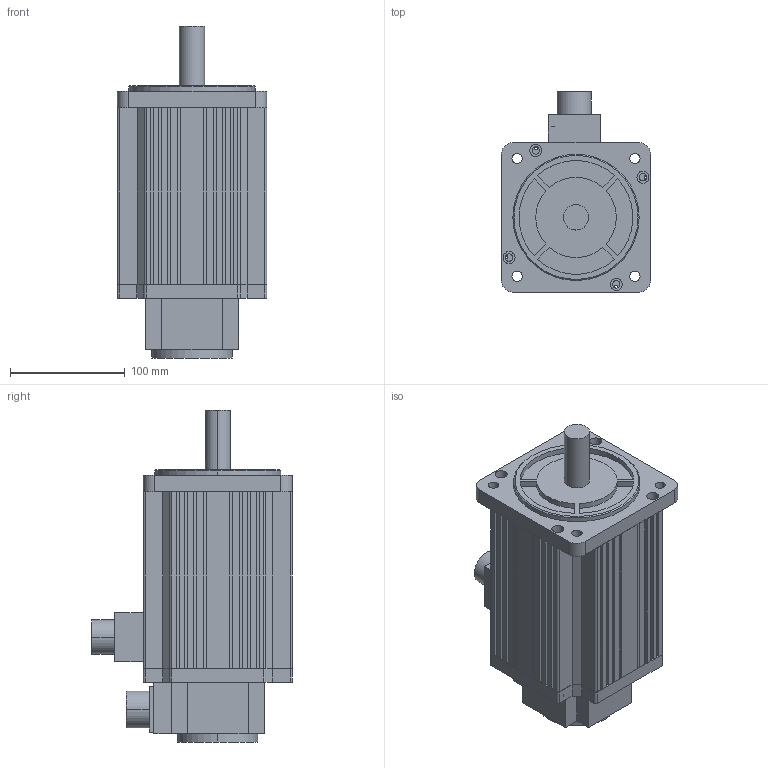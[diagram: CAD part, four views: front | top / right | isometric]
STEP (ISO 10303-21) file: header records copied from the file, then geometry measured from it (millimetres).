
FILE_DESCRIPTION (( 'STEP AP203' ), '1' );
FILE_NAME ('130-15025蚾饜极.STEP', '2017-05-24T00:55:34', ( '' ), ( '' ), 'SwSTEP 2.0', 'SolidWorks 2014', '' );
FILE_SCHEMA (( 'CONFIG_CONTROL_DESIGN' ));
Length unit declared in the file: millimetre
Products named in the file (8): 130侜督ヶ裔; 130侜督綴裔; 130-15025蚾饜极; 130晤鎢ん; 130隅赽 15籟2500; 130瑤脣2; 130瑤脣; 130粣
Assembly tree (7 placements, depth 2):
  130-15025蚾饜极
    130隅赽 15籟2500
    130侜督ヶ裔
    130侜督綴裔
    130粣
    130晤鎢ん
    130瑤脣2
    130瑤脣
Bounding box: 130 x 174.73 x 289 mm (x, y, z)
Volume: 1206258.9 mm3; surface area: 341712 mm2
Topology: 8 solids, 8 shells, 519 faces, 1308 edges, 856 vertices
Faces by surface type: plane 329, cylinder 176, cone 10, bspline 4
Entity records: 16469 total; most frequent: CARTESIAN_POINT 2795, DIRECTION 2716, ORIENTED_EDGE 2600, EDGE_CURVE 1300, AXIS2_PLACEMENT_3D 907, LINE 902, VECTOR 902, VERTEX_POINT 856
